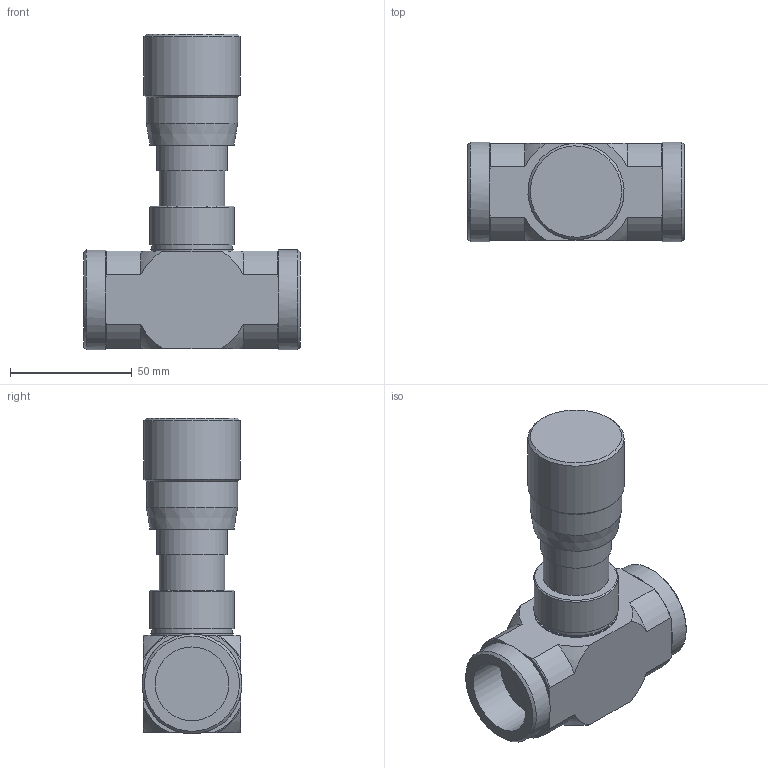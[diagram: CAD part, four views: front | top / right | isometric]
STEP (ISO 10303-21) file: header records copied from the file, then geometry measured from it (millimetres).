
FILE_DESCRIPTION(/* description */ ('Unknown'),/* implementation_level */ '2;1');
FILE_NAME(/* name */ 'V0577',/* time_stamp */ '2017-06-27T09:02:24+02:00',/* author */ ('Unknown'),/* organization */ ('Unknown'),/* preprocessor_version */ 'ST-DEVELOPER v16.7',/* originating_system */ 'DEX',/* authorisation */ $);
FILE_SCHEMA (('AUTOMOTIVE_DESIGN {1 0 10303 214 3 1 1}'));
Length unit declared in the file: millimetre
Products named in the file (1): V0577
Bounding box: 89 x 41 x 129.5 mm (x, y, z)
Volume: 181323.9 mm3; surface area: 34068.3 mm2
Topology: 2 solids, 2 shells, 75 faces, 167 edges, 104 vertices
Faces by surface type: plane 32, cylinder 20, cone 15, sphere 8
Full cylindrical faces by diameter (mm): 27 x1, 29 x1, 30 x1, 30.291 x2, 33 x1, 34 x1, 34.8 x1, 37.5 x1, 39.5 x1, 41 x2
Entity records: 2034 total; most frequent: DIRECTION 364, CARTESIAN_POINT 352, ORIENTED_EDGE 288, AXIS2_PLACEMENT_3D 160, EDGE_CURVE 144, EDGE_LOOP 102, FACE_BOUND 102, VERTEX_POINT 100
